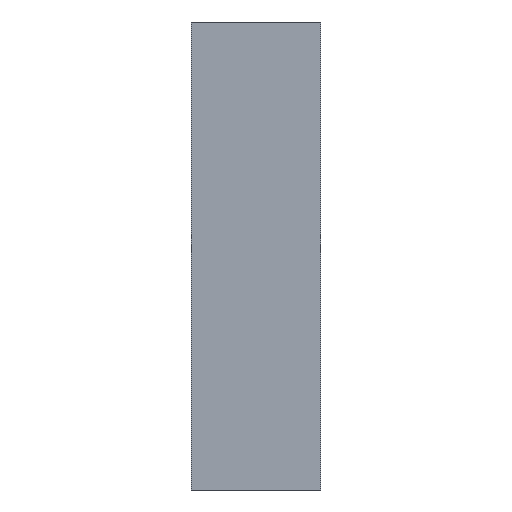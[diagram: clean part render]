
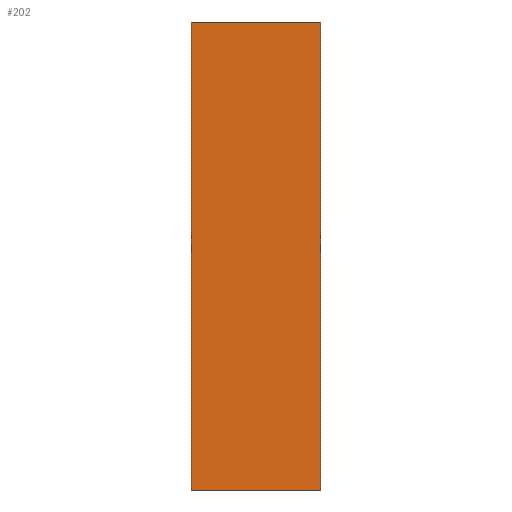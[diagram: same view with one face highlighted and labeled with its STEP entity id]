
A CAD part, front view. The second image highlights one B-rep face of the part: STEP entity #202.
In plain terms, the highlighted planar face has unit normal (0, -1, 0).
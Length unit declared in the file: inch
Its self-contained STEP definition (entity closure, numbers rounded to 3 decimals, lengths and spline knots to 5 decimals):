
#20=FACE_OUTER_BOUND('',#31,.T.);
#31=EDGE_LOOP('',(#146,#147,#148,#149));
#50=LINE('',#316,#74);
#51=LINE('',#318,#75);
#52=LINE('',#320,#76);
#53=LINE('',#321,#77);
#74=VECTOR('',#265,0.3937);
#75=VECTOR('',#266,0.3937);
#76=VECTOR('',#267,0.3937);
#77=VECTOR('',#268,0.3937);
#94=VERTEX_POINT('',#314);
#95=VERTEX_POINT('',#315);
#96=VERTEX_POINT('',#317);
#97=VERTEX_POINT('',#319);
#114=EDGE_CURVE('',#94,#95,#50,.T.);
#115=EDGE_CURVE('',#95,#96,#51,.T.);
#116=EDGE_CURVE('',#97,#96,#52,.T.);
#117=EDGE_CURVE('',#94,#97,#53,.T.);
#146=ORIENTED_EDGE('',*,*,#114,.T.);
#147=ORIENTED_EDGE('',*,*,#115,.T.);
#148=ORIENTED_EDGE('',*,*,#116,.F.);
#149=ORIENTED_EDGE('',*,*,#117,.F.);
#179=PLANE('',#233);
#202=ADVANCED_FACE('',(#20),#179,.T.);
#233=AXIS2_PLACEMENT_3D('',#313,#263,#264);
#263=DIRECTION('center_axis',(0.,-1.,0.));
#264=DIRECTION('ref_axis',(1.,0.,0.));
#265=DIRECTION('',(1.,0.,0.));
#266=DIRECTION('',(0.,0.,1.));
#267=DIRECTION('',(1.,0.,0.));
#268=DIRECTION('',(0.,0.,1.));
#313=CARTESIAN_POINT('Origin',(0.,0.,0.));
#314=CARTESIAN_POINT('',(0.,0.,0.));
#315=CARTESIAN_POINT('',(0.49213,0.,0.));
#316=CARTESIAN_POINT('',(0.,0.,0.));
#317=CARTESIAN_POINT('',(0.49213,0.,1.77165));
#318=CARTESIAN_POINT('',(0.49213,0.,0.));
#319=CARTESIAN_POINT('',(0.,0.,1.77165));
#320=CARTESIAN_POINT('',(0.,0.,1.77165));
#321=CARTESIAN_POINT('',(0.,0.,0.));
